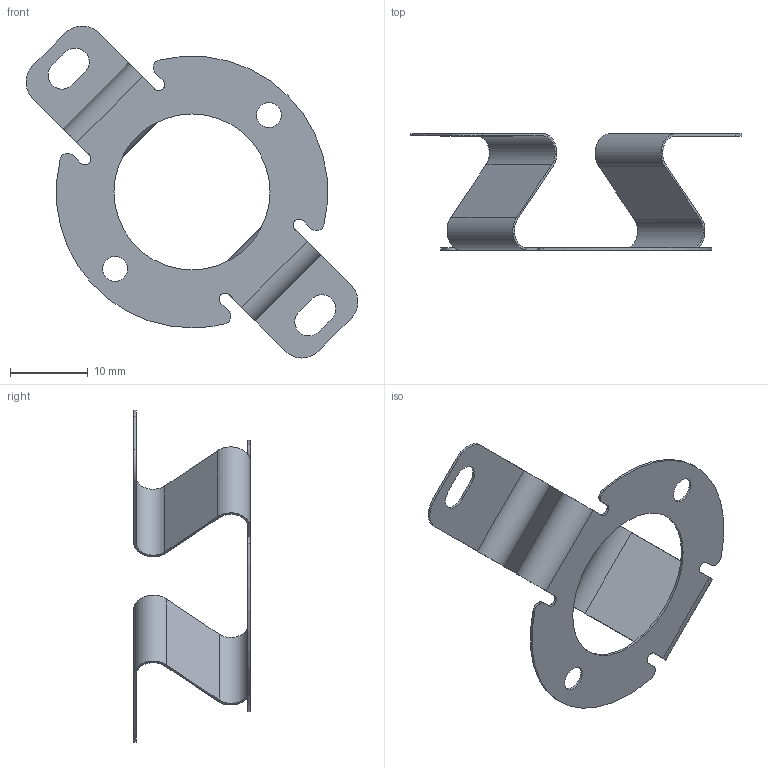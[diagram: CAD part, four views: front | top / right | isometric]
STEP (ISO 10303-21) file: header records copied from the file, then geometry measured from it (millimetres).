
FILE_DESCRIPTION (( 'STEP AP214' ), '1' );
FILE_NAME ('TRD-SH-BKT.STEP', '2017-07-11T11:27:39', ( '' ), ( '' ), 'SwSTEP 2.0', 'SolidWorks 2016', '' );
FILE_SCHEMA (( 'AUTOMOTIVE_DESIGN' ));
Length unit declared in the file: inch
Products named in the file (1): TRD-SH-BKT
Bounding box: 42.75 x 15 x 42.76 mm (x, y, z)
Volume: 398.3 mm3; surface area: 2768.2 mm2
Topology: 1 solids, 1 shells, 75 faces, 195 edges, 122 vertices
Faces by surface type: cylinder 43, plane 32
Entity records: 2363 total; most frequent: DIRECTION 433, CARTESIAN_POINT 393, ORIENTED_EDGE 390, EDGE_CURVE 195, AXIS2_PLACEMENT_3D 162, VERTEX_POINT 122, LINE 109, VECTOR 109
